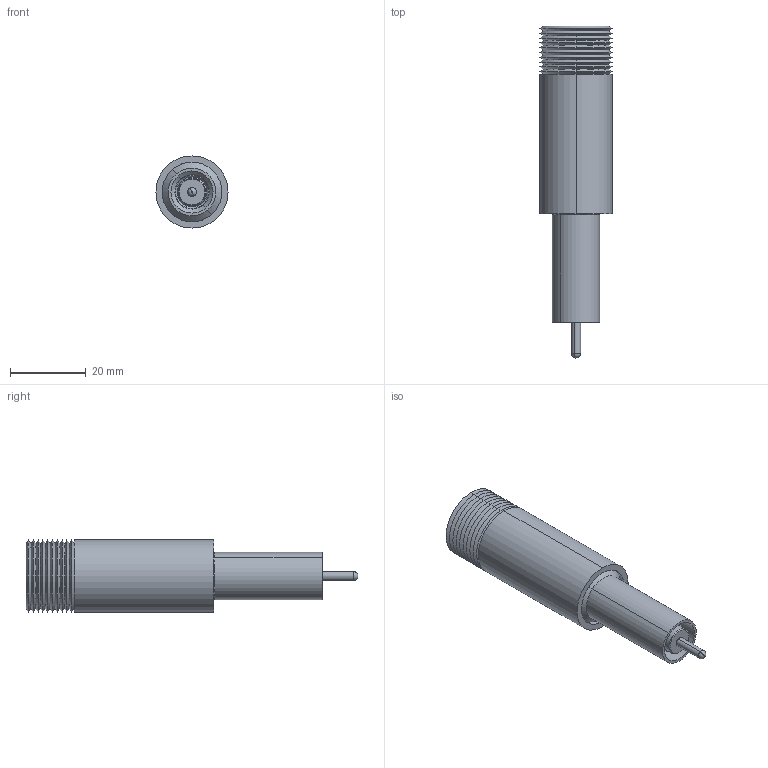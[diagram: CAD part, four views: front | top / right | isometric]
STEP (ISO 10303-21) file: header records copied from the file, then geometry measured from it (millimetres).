
FILE_DESCRIPTION (( 'STEP AP203' ), '1' );
FILE_NAME ('A0836-1-W.STEP', '2011-10-18T12:44:31', ( '' ), ( '' ), 'SwSTEP 2.0', 'SolidWorks 2011', '' );
FILE_SCHEMA (( 'CONFIG_CONTROL_DESIGN' ));
Length unit declared in the file: inch
Products named in the file (1): A0836-1-W
Bounding box: 19.05 x 87.6 x 19.05 mm (x, y, z)
Volume: 8706.7 mm3; surface area: 10599.2 mm2
Topology: 1 solids, 1 shells, 124 faces, 254 edges, 146 vertices
Faces by surface type: cone 58, cylinder 40, plane 16, torus 10
Entity records: 3333 total; most frequent: DIRECTION 660, CARTESIAN_POINT 525, ORIENTED_EDGE 508, AXIS2_PLACEMENT_3D 281, EDGE_CURVE 254, CIRCLE 156, VERTEX_POINT 146, EDGE_LOOP 138
